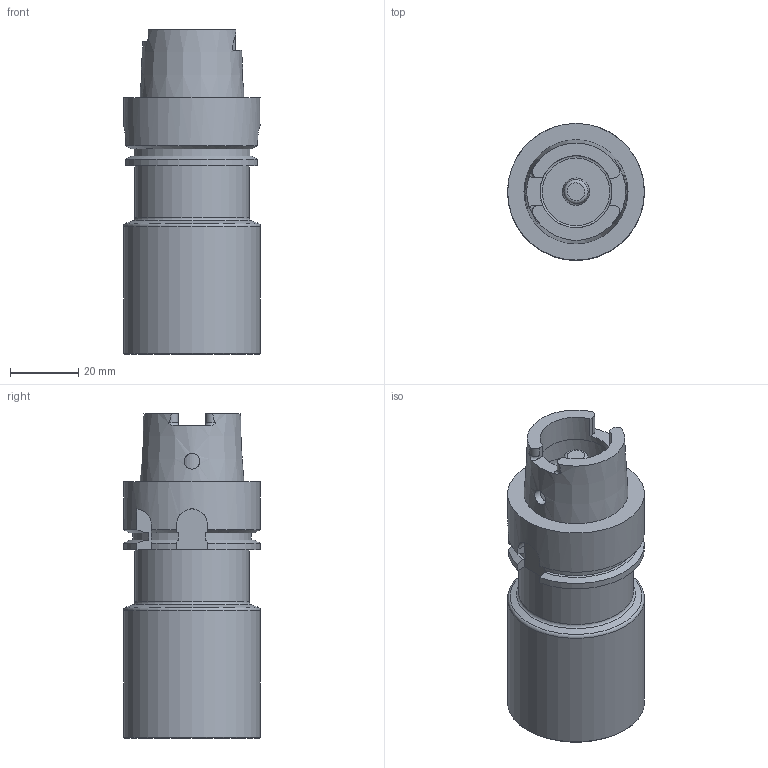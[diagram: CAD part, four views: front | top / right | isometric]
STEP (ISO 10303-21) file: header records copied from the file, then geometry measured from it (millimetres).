
FILE_DESCRIPTION(/* description */ (''),/* implementation_level */ '2;1');
FILE_NAME(/* name */ '7034_1_3D.STP',/* time_stamp */ '2023-01-18T08:49:39+01:00',/* author */ (''),/* organization */ ('SMS'),/* preprocessor_version */ 'ST-DEVELOPER v16.7',/* originating_system */ 'SIEMENS PLM Software NX 12.0',/* authorisation */ '');
FILE_SCHEMA (('AUTOMOTIVE_DESIGN { 1 0 10303 214 3 1 1 1 }'));
Length unit declared in the file: millimetre
Products named in the file (1): 7034_1_3D
Bounding box: 40 x 40 x 94.9 mm (x, y, z)
Volume: 89416.7 mm3; surface area: 16850.7 mm2
Topology: 1 solids, 1 shells, 82 faces, 231 edges, 151 vertices
Faces by surface type: plane 35, cylinder 27, cone 12, torus 8
Full cylindrical faces by diameter (mm): 2 x1, 4.6 x2, 8 x1, 21.042 x2, 25.565 x1, 33.5 x1, 39.95 x1, 40 x1
Entity records: 2871 total; most frequent: CARTESIAN_POINT 887, DIRECTION 400, ORIENTED_EDGE 388, EDGE_CURVE 194, AXIS2_PLACEMENT_3D 157, VERTEX_POINT 138, EDGE_LOOP 109, LINE 86
